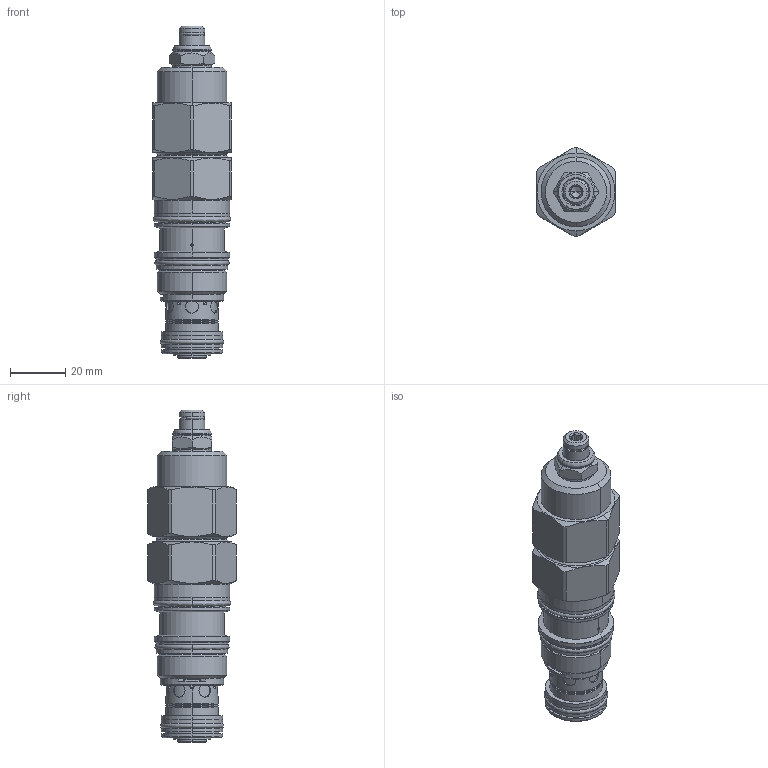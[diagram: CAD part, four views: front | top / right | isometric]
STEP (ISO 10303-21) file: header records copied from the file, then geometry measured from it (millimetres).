
FILE_DESCRIPTION((''),'2;1');
FILE_NAME('CAEGLGN_SW','2022-08-15T09:34:18',('SigMax'),(''),'CREO PARAMETRIC BY PTC INC, 2021072','CREO PARAMETRIC BY PTC INC, 2021072','');
FILE_SCHEMA(('AUTOMOTIVE_DESIGN { 1 0 10303 214 1 1 1 1 }'));
Length unit declared in the file: inch
Products named in the file (1): CAEGLGN_SW
Bounding box: 28.57 x 32.21 x 120.17 mm (x, y, z)
Volume: 55841.9 mm3; surface area: 17542.5 mm2
Topology: 3 solids, 4 shells, 358 faces, 835 edges, 517 vertices
Faces by surface type: cylinder 145, plane 76, cone 75, torus 51, revolution 10, sphere 1
Entity records: 16068 total; most frequent: CARTESIAN_POINT 5214, DIRECTION 1779, ORIENTED_EDGE 1666, EDGE_CURVE 833, AXIS2_PLACEMENT_3D 755, VERTEX_POINT 517, CIRCLE 407, EDGE_LOOP 402
